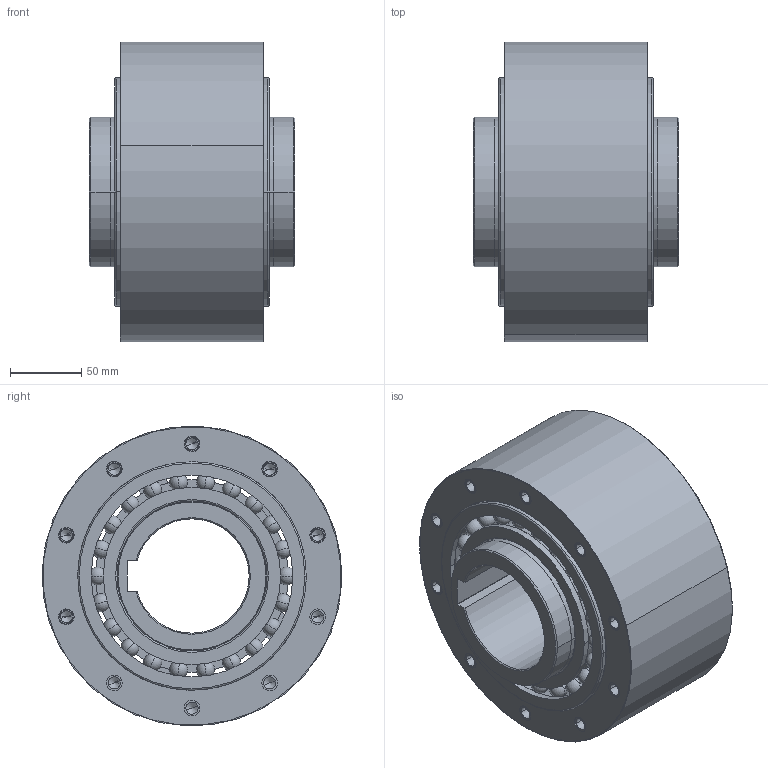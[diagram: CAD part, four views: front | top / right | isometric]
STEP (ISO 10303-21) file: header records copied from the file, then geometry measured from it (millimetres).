
FILE_DESCRIPTION((''),'2;1');
FILE_NAME('FREILAUF_GFR_80_ASM','2025-05-06T11:07:44',('Administrator'),(''),'CREO PARAMETRIC BY PTC INC, 2020184','CREO PARAMETRIC BY PTC INC, 2020184','');
FILE_SCHEMA(('AUTOMOTIVE_DESIGN { 1 0 10303 214 1 1 1 1 }'));
Length unit declared in the file: millimetre
Products named in the file (14): STERN_AL_80_2A_NICO_1; DRUCKBOLZEN_AE30_1; DRUCKFEDER_AE30_5A_1; ANFED_KPL_AE30_6_AE30_5A_ASM_1_ASM; ROLLE_GFR_80_NICO_1; SCHEIBE_AL_80_NICO_1; DIN625_A16021_AF0_1; DIN625_I16021_AF0_1; DIN625_K18_1; DIN625_16021_HD_ASM_1_ASM; A-RING_GFR_80B_1; DICHTRING_GFR_80_10_1; FREILAUF_GFR_80_NICO_ASM_1_ASM; FREILAUF_GFR_80_ASM
Assembly tree (50 placements, depth 4):
  FREILAUF_GFR_80_ASM
    FREILAUF_GFR_80_NICO_ASM_1_ASM
      STERN_AL_80_2A_NICO_1
      ANFED_KPL_AE30_6_AE30_5A_ASM_1_ASM  x10
        DRUCKBOLZEN_AE30_1
        DRUCKFEDER_AE30_5A_1
      ROLLE_GFR_80_NICO_1  x5
      SCHEIBE_AL_80_NICO_1  x2
      DIN625_16021_HD_ASM_1_ASM  x2
        DIN625_A16021_AF0_1
        DIN625_I16021_AF0_1
        DIN625_K18_1
      A-RING_GFR_80B_1
      DICHTRING_GFR_80_10_1  x2
Bounding box: 144 x 209.87 x 209.87 mm (x, y, z)
Volume: 2678761.5 mm3; surface area: 503588.7 mm2
Topology: 79 solids, 99 shells, 709 faces, 1793 edges, 1070 vertices
Faces by surface type: cylinder 250, sphere 132, plane 117, cone 106, bspline 60, torus 44
Entity records: 12277 total; most frequent: CARTESIAN_POINT 3316, DIRECTION 1955, ORIENTED_EDGE 1390, AXIS2_PLACEMENT_3D 841, EDGE_CURVE 735, VERTEX_POINT 495, CIRCLE 404, EDGE_LOOP 402
